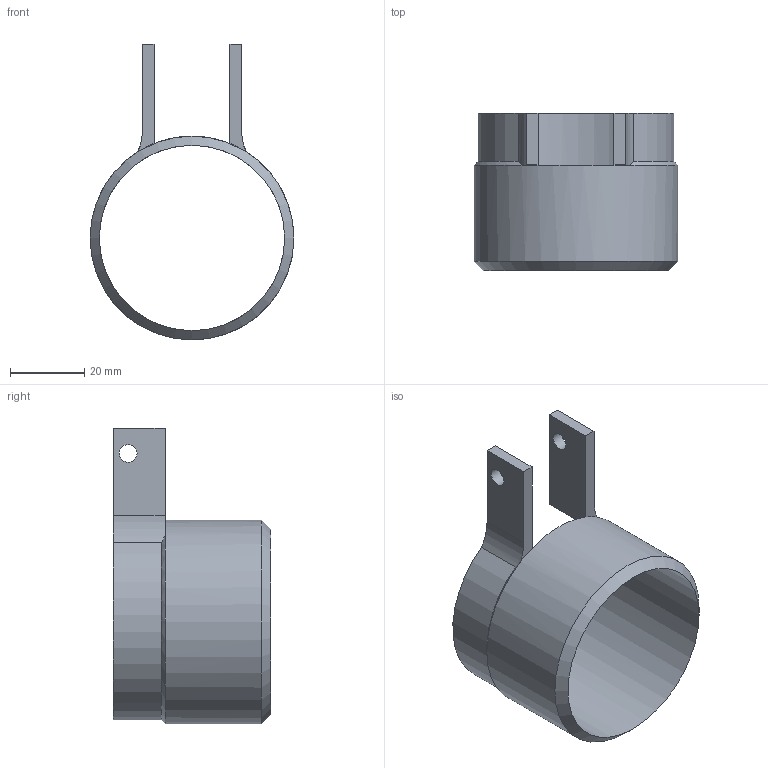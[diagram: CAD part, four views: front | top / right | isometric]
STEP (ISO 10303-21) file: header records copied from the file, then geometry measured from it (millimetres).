
FILE_DESCRIPTION(/* description */ ('','CAx-IF Rec.Pracs.---Representation and Presentation of Product Manufacturing Information (PMI)---4.0---2014-10-13'),/* implementation_level */ '2;1');
FILE_NAME(/* name */ 'LED Cover - Bottom.step',/* time_stamp */ '2025-01-29T19:31:00-07:00',/* author */ (''),/* organization */ (''),/* preprocessor_version */ 'ST-DEVELOPER v20',/* originating_system */ 'Autodesk Translation Framework v13.20.0.188',/* authorisation */ '');
FILE_SCHEMA (('AP242_MANAGED_MODEL_BASED_3D_ENGINEERING_MIM_LF { 1 0 10303 442 1 1 4 }'));
Length unit declared in the file: millimetre
Products named in the file (2): Lens Cover (Side Screws); Shell
Assembly tree (1 placements, depth 2):
  Lens Cover (Side Screws)
    Shell
Bounding box: 55 x 42.47 x 79.84 mm (x, y, z)
Volume: 16753.6 mm3; surface area: 15814.5 mm2
Topology: 1 solids, 1 shells, 19 faces, 52 edges, 33 vertices
Faces by surface type: plane 10, cylinder 7, cone 2
Full cylindrical faces by diameter (mm): 4.8 x2, 50 x1, 55 x1
Entity records: 685 total; most frequent: CARTESIAN_POINT 117, DIRECTION 115, ORIENTED_EDGE 104, EDGE_CURVE 52, AXIS2_PLACEMENT_3D 43, VERTEX_POINT 33, LINE 29, VECTOR 29
